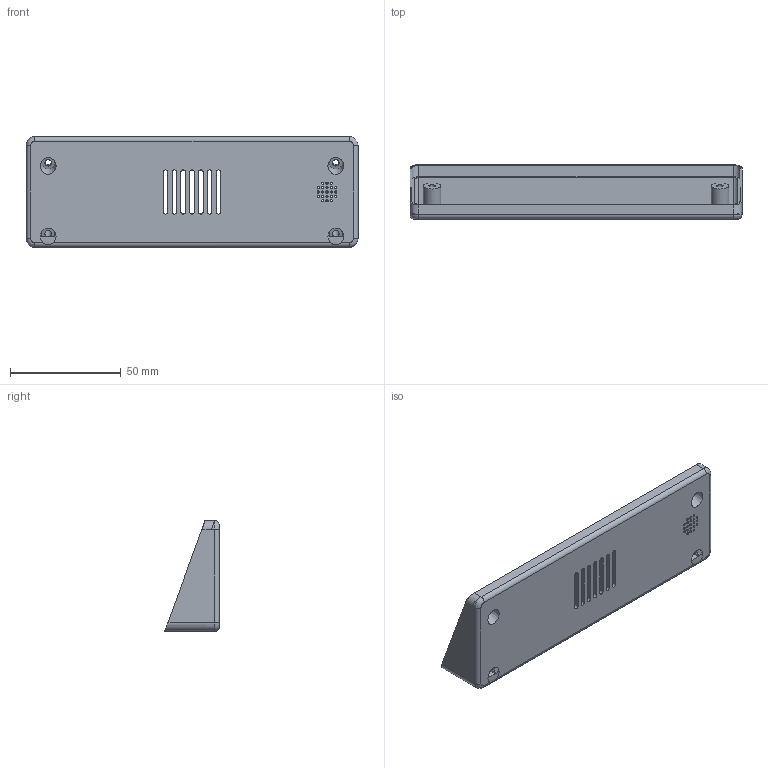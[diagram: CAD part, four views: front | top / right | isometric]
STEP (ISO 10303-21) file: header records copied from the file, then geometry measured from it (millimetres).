
FILE_DESCRIPTION(/* description */ (''),/* implementation_level */ '2;1');
FILE_NAME(/* name */ 'bas_v1 v9.step',/* time_stamp */ '2018-08-12T03:08:47+02:00',/* author */ ('pau.baron2'),/* organization */ (''),/* preprocessor_version */ 'ST-DEVELOPER v17',/* originating_system */ 'Autodesk Translation Framework v7.1.0.215',/* authorisation */ '');
FILE_SCHEMA (('AUTOMOTIVE_DESIGN { 1 0 10303 214 3 1 1 }'));
Length unit declared in the file: millimetre
Products named in the file (1): bas_v1
Bounding box: 150 x 24.61 x 50 mm (x, y, z)
Volume: 23560.7 mm3; surface area: 27175.9 mm2
Topology: 1 solids, 1 shells, 117 faces, 321 edges, 212 vertices
Faces by surface type: cylinder 65, plane 38, bspline 10, cone 4
Full cylindrical faces by diameter (mm): 1 x21, 3 x4, 8 x2
Entity records: 4631 total; most frequent: CARTESIAN_POINT 1417, DIRECTION 675, ORIENTED_EDGE 642, EDGE_CURVE 321, AXIS2_PLACEMENT_3D 262, VERTEX_POINT 212, EDGE_LOOP 187, LINE 151
